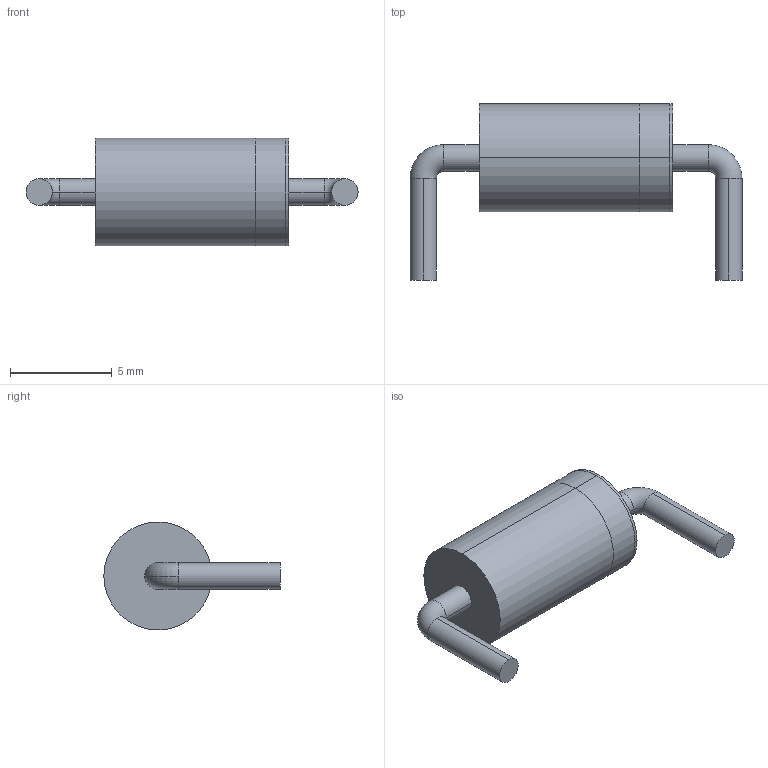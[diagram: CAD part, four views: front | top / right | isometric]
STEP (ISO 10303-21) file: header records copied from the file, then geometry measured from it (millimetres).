
FILE_DESCRIPTION (( 'STEP AP214' ), '1' );
FILE_NAME ('FEE4F01C-2610-40ED-A27C-D07D513906B7.STEP', '2009-04-23T05:35:01', ( 'sysAdmin' ), ( 'SolidWorks' ), 'SwSTEP 2.0', 'SolidWorks 2009', '' );
FILE_SCHEMA (( 'AUTOMOTIVE_DESIGN' ));
Length unit declared in the file: millimetre
Products named in the file (1): FEE4F01C-2610-40ED-A27C-D07D513906B7
Bounding box: 16.3 x 8.65 x 5.3 mm (x, y, z)
Volume: 231.7 mm3; surface area: 270.3 mm2
Topology: 1 solids, 1 shells, 22 faces, 46 edges, 28 vertices
Faces by surface type: cylinder 14, torus 4, plane 4
Entity records: 720 total; most frequent: DIRECTION 124, CARTESIAN_POINT 97, ORIENTED_EDGE 92, AXIS2_PLACEMENT_3D 55, EDGE_CURVE 46, CIRCLE 32, VERTEX_POINT 28, EDGE_LOOP 24
